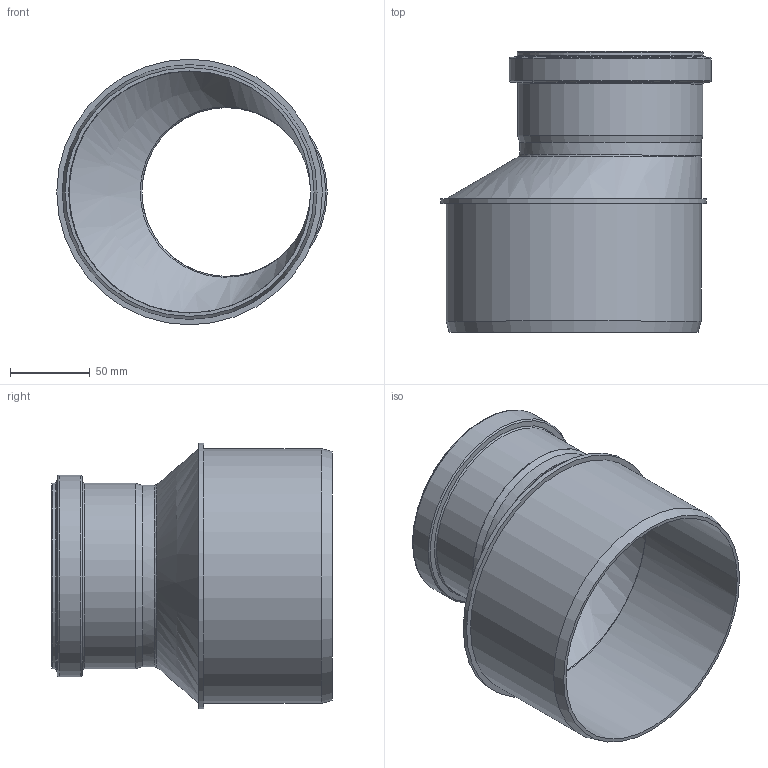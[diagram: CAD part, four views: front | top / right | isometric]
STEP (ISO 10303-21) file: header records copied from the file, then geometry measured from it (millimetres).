
FILE_DESCRIPTION(/* description */ (''),/* implementation_level */ '2;1');
FILE_NAME(/* name */ '222700 KGR Reduktion DN_OD 160_110.stp',/* time_stamp */ '2017-04-18T13:24:24+02:00',/* author */ ('user1'),/* organization */ (''),/* preprocessor_version */ 'ST-DEVELOPER v16.1',/* originating_system */ 'Autodesk Inventor 2016',/* authorisation */ '');
FILE_SCHEMA (('AUTOMOTIVE_DESIGN { 1 0 10303 214 3 1 1 }'));
Length unit declared in the file: millimetre
Products named in the file (1): 222700 KGR Reduktion DN_OD 160_110
Bounding box: 170 x 176.5 x 167 mm (x, y, z)
Volume: 321915.5 mm3; surface area: 172591 mm2
Topology: 1 solids, 1 shells, 40 faces, 83 edges, 42 vertices
Faces by surface type: cylinder 12, torus 11, cone 7, plane 5, bspline 5
Full cylindrical faces by diameter (mm): 106.1 x1, 110.7 x1, 111 x2, 114.1 x1, 116.5 x1, 116.8 x1, 121.1 x1, 126.9 x1, 152.2 x1, 160.2 x1, 167 x1
Entity records: 1789 total; most frequent: CARTESIAN_POINT 1095, DIRECTION 142, ORIENTED_EDGE 92, EDGE_LOOP 75, AXIS2_PLACEMENT_3D 71, EDGE_CURVE 46, VERTEX_POINT 41, FACE_OUTER_BOUND 40
